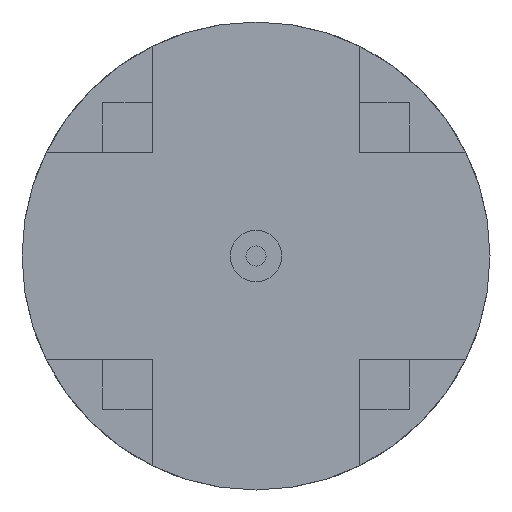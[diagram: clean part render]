
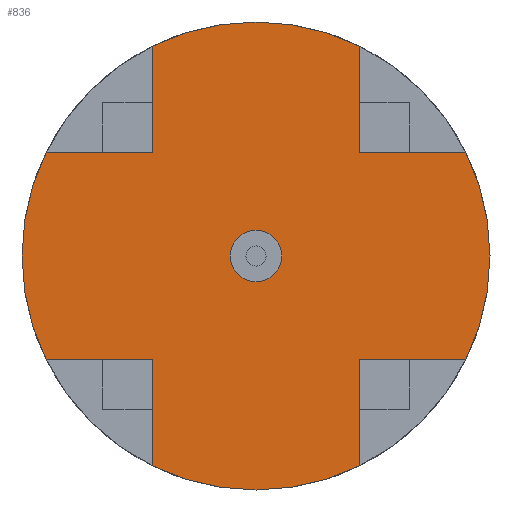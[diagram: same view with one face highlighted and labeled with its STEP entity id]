
A CAD part, left-side view. The second image highlights one B-rep face of the part: STEP entity #836.
In plain terms, the highlighted planar face has unit normal (-1, 0, 0).
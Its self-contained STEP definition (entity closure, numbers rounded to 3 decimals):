
#60=CARTESIAN_POINT('',(0.,0.,0.));
#61=DIRECTION('',(1.,0.,0.));
#62=DIRECTION('',(0.,0.896,-0.443));
#63=AXIS2_PLACEMENT_3D('',#60,#61,#62);
#65=CARTESIAN_POINT('',(0.,0.,0.));
#66=DIRECTION('',(1.,0.,0.));
#67=DIRECTION('',(0.,0.443,0.896));
#68=AXIS2_PLACEMENT_3D('',#65,#66,#67);
#70=CARTESIAN_POINT('',(0.,0.,0.));
#71=DIRECTION('',(1.,0.,0.));
#72=DIRECTION('',(0.,0.,1.));
#73=AXIS2_PLACEMENT_3D('',#70,#71,#72);
#75=CARTESIAN_POINT('',(0.,0.,0.));
#76=DIRECTION('',(1.,0.,0.));
#77=DIRECTION('',(0.,-0.896,0.443));
#78=AXIS2_PLACEMENT_3D('',#75,#76,#77);
#80=CARTESIAN_POINT('',(0.,0.,0.));
#81=DIRECTION('',(1.,0.,0.));
#82=DIRECTION('',(0.,-0.443,-0.896));
#83=AXIS2_PLACEMENT_3D('',#80,#81,#82);
#85=CARTESIAN_POINT('',(0.,0.,0.));
#86=DIRECTION('',(1.,0.,0.));
#87=DIRECTION('',(0.,0.,-1.));
#88=AXIS2_PLACEMENT_3D('',#85,#86,#87);
#90=CARTESIAN_POINT('',(0.,0.,0.));
#91=DIRECTION('',(1.,0.,0.));
#92=DIRECTION('',(0.,-1.,0.));
#93=AXIS2_PLACEMENT_3D('',#90,#91,#92);
#95=CARTESIAN_POINT('',(0.,0.,0.));
#96=DIRECTION('',(1.,0.,0.));
#97=DIRECTION('',(0.,1.,0.));
#98=AXIS2_PLACEMENT_3D('',#95,#96,#97);
#100=DIRECTION('',(0.,-1.,0.));
#101=VECTOR('',#100,1.468);
#102=CARTESIAN_POINT('',(0.,2.903,-1.435));
#103=LINE('',#102,#101);
#153=DIRECTION('',(0.,0.,-1.));
#154=VECTOR('',#153,1.468);
#155=CARTESIAN_POINT('',(0.,1.435,-1.435));
#156=LINE('',#155,#154);
#165=DIRECTION('',(0.,1.,0.));
#166=VECTOR('',#165,1.468);
#167=CARTESIAN_POINT('',(0.,1.435,1.435));
#168=LINE('',#167,#166);
#198=DIRECTION('',(0.,0.,-1.));
#199=VECTOR('',#198,1.468);
#200=CARTESIAN_POINT('',(0.,1.435,2.903));
#201=LINE('',#200,#199);
#243=DIRECTION('',(0.,1.,0.));
#244=VECTOR('',#243,1.468);
#245=CARTESIAN_POINT('',(0.,-2.903,1.435));
#246=LINE('',#245,#244);
#296=DIRECTION('',(0.,0.,1.));
#297=VECTOR('',#296,1.468);
#298=CARTESIAN_POINT('',(0.,-1.435,1.435));
#299=LINE('',#298,#297);
#308=DIRECTION('',(0.,0.,1.));
#309=VECTOR('',#308,1.468);
#310=CARTESIAN_POINT('',(0.,-1.435,-2.903));
#311=LINE('',#310,#309);
#361=DIRECTION('',(0.,-1.,0.));
#362=VECTOR('',#361,1.468);
#363=CARTESIAN_POINT('',(0.,-1.435,-1.435));
#364=LINE('',#363,#362);
#555=CARTESIAN_POINT('',(0.,0.,3.239));
#556=VERTEX_POINT('',#555);
#557=CARTESIAN_POINT('',(0.,0.,-3.239));
#558=VERTEX_POINT('',#557);
#591=CARTESIAN_POINT('',(0.,1.435,-1.435));
#592=VERTEX_POINT('',#591);
#601=CARTESIAN_POINT('',(0.,1.435,1.435));
#602=VERTEX_POINT('',#601);
#611=CARTESIAN_POINT('',(0.,-1.435,-1.435));
#612=VERTEX_POINT('',#611);
#621=CARTESIAN_POINT('',(0.,-1.435,1.435));
#622=VERTEX_POINT('',#621);
#663=CARTESIAN_POINT('',(0.,-1.435,2.903));
#664=VERTEX_POINT('',#663);
#665=CARTESIAN_POINT('',(0.,-2.903,1.435));
#666=CARTESIAN_POINT('',(0.,-2.903,-1.435));
#667=VERTEX_POINT('',#665);
#668=VERTEX_POINT('',#666);
#669=CARTESIAN_POINT('',(0.,-1.435,-2.903));
#670=VERTEX_POINT('',#669);
#671=CARTESIAN_POINT('',(0.,1.435,-2.903));
#672=VERTEX_POINT('',#671);
#673=CARTESIAN_POINT('',(0.,2.903,-1.435));
#674=CARTESIAN_POINT('',(0.,2.903,1.435));
#675=VERTEX_POINT('',#673);
#676=VERTEX_POINT('',#674);
#677=CARTESIAN_POINT('',(0.,1.435,2.903));
#678=VERTEX_POINT('',#677);
#697=CARTESIAN_POINT('',(0.,-0.356,0.));
#698=CARTESIAN_POINT('',(0.,0.356,0.));
#699=VERTEX_POINT('',#697);
#700=VERTEX_POINT('',#698);
#798=CARTESIAN_POINT('',(0.,0.,0.));
#799=DIRECTION('',(-1.,0.,0.));
#800=DIRECTION('',(0.,1.,0.));
#801=AXIS2_PLACEMENT_3D('',#798,#799,#800);
#802=PLANE('',#801);
#804=ORIENTED_EDGE('',*,*,#803,.F.);
#805=ORIENTED_EDGE('',*,*,#772,.T.);
#807=ORIENTED_EDGE('',*,*,#806,.F.);
#809=ORIENTED_EDGE('',*,*,#808,.F.);
#810=ORIENTED_EDGE('',*,*,#787,.T.);
#812=ORIENTED_EDGE('',*,*,#811,.T.);
#814=ORIENTED_EDGE('',*,*,#813,.F.);
#816=ORIENTED_EDGE('',*,*,#815,.F.);
#818=ORIENTED_EDGE('',*,*,#817,.T.);
#820=ORIENTED_EDGE('',*,*,#819,.F.);
#822=ORIENTED_EDGE('',*,*,#821,.F.);
#824=ORIENTED_EDGE('',*,*,#823,.T.);
#825=ORIENTED_EDGE('',*,*,#780,.T.);
#827=ORIENTED_EDGE('',*,*,#826,.F.);
#828=EDGE_LOOP('',(#804,#805,#807,#809,#810,#812,#814,#816,#818,#820,#822,#824,
#825,#827));
#829=FACE_OUTER_BOUND('',#828,.F.);
#831=ORIENTED_EDGE('',*,*,#830,.F.);
#833=ORIENTED_EDGE('',*,*,#832,.F.);
#834=EDGE_LOOP('',(#831,#833));
#835=FACE_BOUND('',#834,.F.);
#836=ADVANCED_FACE('',(#829,#835),#802,.T.);
#64=CIRCLE('',#63,3.239);
#69=CIRCLE('',#68,3.239);
#74=CIRCLE('',#73,3.239);
#79=CIRCLE('',#78,3.239);
#84=CIRCLE('',#83,3.239);
#89=CIRCLE('',#88,3.239);
#94=CIRCLE('',#93,0.356);
#99=CIRCLE('',#98,0.356);
#772=EDGE_CURVE('',#675,#676,#64,.T.);
#780=EDGE_CURVE('',#558,#672,#89,.T.);
#787=EDGE_CURVE('',#678,#556,#69,.T.);
#803=EDGE_CURVE('',#675,#592,#103,.T.);
#806=EDGE_CURVE('',#602,#676,#168,.T.);
#808=EDGE_CURVE('',#678,#602,#201,.T.);
#811=EDGE_CURVE('',#556,#664,#74,.T.);
#813=EDGE_CURVE('',#622,#664,#299,.T.);
#815=EDGE_CURVE('',#667,#622,#246,.T.);
#817=EDGE_CURVE('',#667,#668,#79,.T.);
#819=EDGE_CURVE('',#612,#668,#364,.T.);
#821=EDGE_CURVE('',#670,#612,#311,.T.);
#823=EDGE_CURVE('',#670,#558,#84,.T.);
#826=EDGE_CURVE('',#592,#672,#156,.T.);
#830=EDGE_CURVE('',#699,#700,#94,.T.);
#832=EDGE_CURVE('',#700,#699,#99,.T.);
